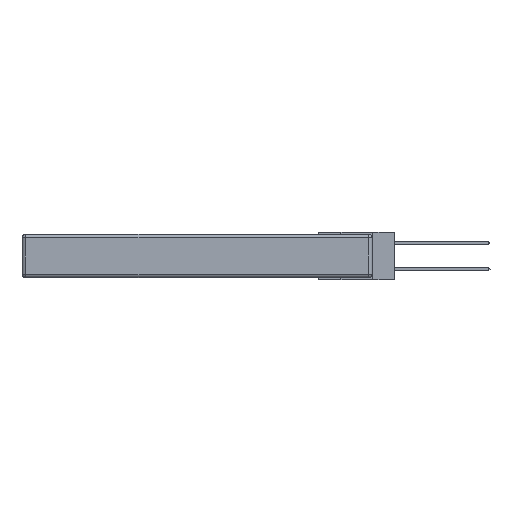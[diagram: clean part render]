
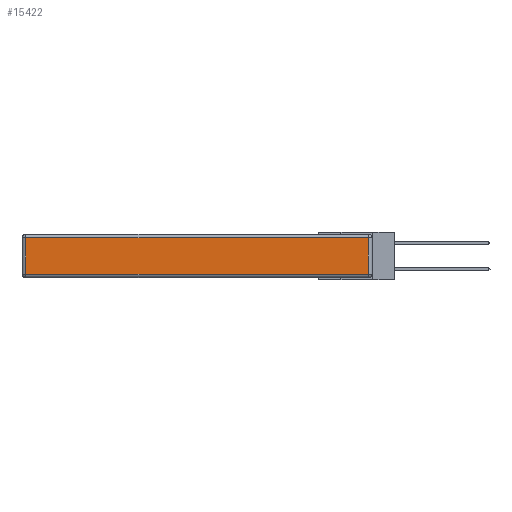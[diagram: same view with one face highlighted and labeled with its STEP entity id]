
A CAD part, left-side view. The second image highlights one B-rep face of the part: STEP entity #15422.
In plain terms, the highlighted planar face has unit normal (-1, 0, 0).
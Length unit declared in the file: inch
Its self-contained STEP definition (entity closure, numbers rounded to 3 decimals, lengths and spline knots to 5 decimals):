
#201 = EDGE_CURVE ( 'NONE', #5038, #11495, #8579, .T. ) ;
#256 = VECTOR ( 'NONE', #7339, 39.37008 ) ;
#434 = AXIS2_PLACEMENT_3D ( 'NONE', #17834, #6654, #17950 ) ;
#684 = CARTESIAN_POINT ( 'NONE',  ( 0., 0.03, -0.03 ) ) ;
#776 = PLANE ( 'NONE',  #434 ) ;
#1453 = LINE ( 'NONE', #5030, #12383 ) ;
#1818 = ORIENTED_EDGE ( 'NONE', *, *, #8009, .T. ) ;
#2159 = CARTESIAN_POINT ( 'NONE',  ( 0., 2.72, -0.03 ) ) ;
#3079 = ORIENTED_EDGE ( 'NONE', *, *, #14780, .T. ) ;
#4012 = DIRECTION ( 'NONE',  ( 0., 0., -1. ) ) ;
#4384 = VECTOR ( 'NONE', #4012, 39.37008 ) ;
#4726 = EDGE_CURVE ( 'NONE', #11495, #5544, #9494, .T. ) ;
#5030 = CARTESIAN_POINT ( 'NONE',  ( 0., 0.03, -0.343 ) ) ;
#5038 = VERTEX_POINT ( 'NONE', #684 ) ;
#5544 = VERTEX_POINT ( 'NONE', #13233 ) ;
#6654 = DIRECTION ( 'NONE',  ( -1., 0., 0. ) ) ;
#7339 = DIRECTION ( 'NONE',  ( 0., -1., 0. ) ) ;
#7691 = VECTOR ( 'NONE', #16816, 39.37008 ) ;
#7878 = LINE ( 'NONE', #15719, #256 ) ;
#8009 = EDGE_CURVE ( 'NONE', #5544, #14827, #7878, .T. ) ;
#8579 = LINE ( 'NONE', #18142, #7691 ) ;
#9494 = LINE ( 'NONE', #12543, #4384 ) ;
#9948 = ORIENTED_EDGE ( 'NONE', *, *, #4726, .T. ) ;
#10606 = ORIENTED_EDGE ( 'NONE', *, *, #201, .T. ) ;
#10878 = CARTESIAN_POINT ( 'NONE',  ( 0., 0.03, -0.313 ) ) ;
#11026 = EDGE_LOOP ( 'NONE', ( #1818, #3079, #10606, #9948 ) ) ;
#11495 = VERTEX_POINT ( 'NONE', #2159 ) ;
#12383 = VECTOR ( 'NONE', #14987, 39.37008 ) ;
#12543 = CARTESIAN_POINT ( 'NONE',  ( 0., 2.72, -0.343 ) ) ;
#12593 = FACE_OUTER_BOUND ( 'NONE', #11026, .T. ) ;
#13233 = CARTESIAN_POINT ( 'NONE',  ( 0., 2.72, -0.313 ) ) ;
#14780 = EDGE_CURVE ( 'NONE', #14827, #5038, #1453, .T. ) ;
#14827 = VERTEX_POINT ( 'NONE', #10878 ) ;
#14987 = DIRECTION ( 'NONE',  ( 0., 0., 1. ) ) ;
#15422 = ADVANCED_FACE ( 'NONE', ( #12593 ), #776, .T. ) ;
#15719 = CARTESIAN_POINT ( 'NONE',  ( 0., 0., -0.313 ) ) ;
#16816 = DIRECTION ( 'NONE',  ( 0., 1., 0. ) ) ;
#17834 = CARTESIAN_POINT ( 'NONE',  ( 0., 0., -0.343 ) ) ;
#17950 = DIRECTION ( 'NONE',  ( 0., 0., 1. ) ) ;
#18142 = CARTESIAN_POINT ( 'NONE',  ( 0., 2.75, -0.03 ) ) ;
